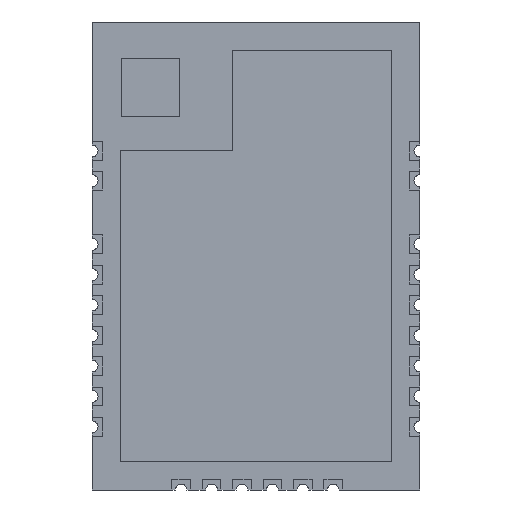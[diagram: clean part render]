
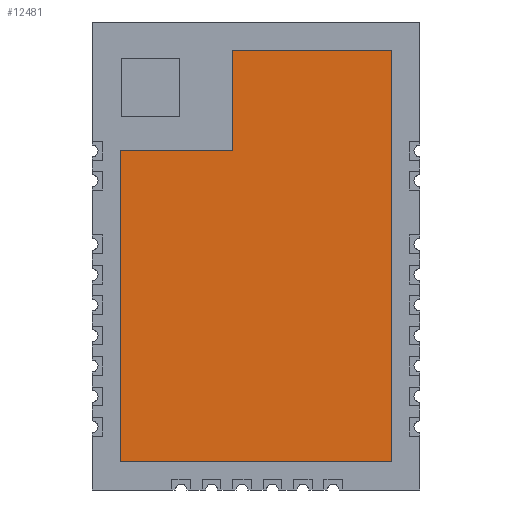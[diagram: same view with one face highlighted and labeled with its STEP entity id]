
A CAD part, front view. The second image highlights one B-rep face of the part: STEP entity #12481.
In plain terms, the highlighted planar face has unit normal (0, -1, 0).
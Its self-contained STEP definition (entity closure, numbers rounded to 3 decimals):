
#472 = DIRECTION ( 'NONE',  ( 0., 0., -1. ) ) ;
#776 = VERTEX_POINT ( 'NONE', #6317 ) ;
#825 = CARTESIAN_POINT ( 'NONE',  ( 5.8, -1.5, -8.8 ) ) ;
#922 = LINE ( 'NONE', #825, #23185 ) ;
#1210 = DIRECTION ( 'NONE',  ( 0., 0., -1. ) ) ;
#1699 = ORIENTED_EDGE ( 'NONE', *, *, #16539, .T. ) ;
#1755 = CARTESIAN_POINT ( 'NONE',  ( 5.8, -1.5, 8.8 ) ) ;
#1905 = CARTESIAN_POINT ( 'NONE',  ( -5.8, -1.5, -8.8 ) ) ;
#1950 = CARTESIAN_POINT ( 'NONE',  ( -5.8, -1.5, -8.8 ) ) ;
#1981 = AXIS2_PLACEMENT_3D ( 'NONE', #10591, #6857, #16154 ) ;
#3579 = DIRECTION ( 'NONE',  ( -1., 0., 0. ) ) ;
#3882 = LINE ( 'NONE', #22482, #6132 ) ;
#4688 = VERTEX_POINT ( 'NONE', #1950 ) ;
#5185 = CARTESIAN_POINT ( 'NONE',  ( 5.8, -1.5, -8.8 ) ) ;
#5188 = PLANE ( 'NONE',  #1981 ) ;
#5191 = ORIENTED_EDGE ( 'NONE', *, *, #16163, .T. ) ;
#5469 = VECTOR ( 'NONE', #3579, 1000. ) ;
#6132 = VECTOR ( 'NONE', #472, 1000. ) ;
#6317 = CARTESIAN_POINT ( 'NONE',  ( 5.8, -1.5, 8.8 ) ) ;
#6453 = VERTEX_POINT ( 'NONE', #10378 ) ;
#6606 = EDGE_CURVE ( 'NONE', #4688, #16227, #11068, .T. ) ;
#6636 = EDGE_CURVE ( 'NONE', #14440, #21158, #17463, .T. ) ;
#6857 = DIRECTION ( 'NONE',  ( 0., -1., 0. ) ) ;
#7782 = CARTESIAN_POINT ( 'NONE',  ( -1., -1.5, 4.5 ) ) ;
#7886 = VECTOR ( 'NONE', #9606, 1000. ) ;
#8139 = EDGE_CURVE ( 'NONE', #6453, #14440, #19433, .T. ) ;
#8148 = DIRECTION ( 'NONE',  ( 0., 0., 1. ) ) ;
#9246 = DIRECTION ( 'NONE',  ( 1., 0., 0. ) ) ;
#9606 = DIRECTION ( 'NONE',  ( -1., 0., 0. ) ) ;
#10378 = CARTESIAN_POINT ( 'NONE',  ( -1., -1.5, 8.8 ) ) ;
#10591 = CARTESIAN_POINT ( 'NONE',  ( 0., -1.5, 0. ) ) ;
#11068 = LINE ( 'NONE', #1905, #22976 ) ;
#11966 = CARTESIAN_POINT ( 'NONE',  ( -1., -1.5, 8.8 ) ) ;
#12346 = ORIENTED_EDGE ( 'NONE', *, *, #6606, .T. ) ;
#12481 = ADVANCED_FACE ( 'NONE', ( #12872 ), #5188, .T. ) ;
#12764 = ORIENTED_EDGE ( 'NONE', *, *, #6636, .T. ) ;
#12872 = FACE_OUTER_BOUND ( 'NONE', #20734, .T. ) ;
#14147 = VECTOR ( 'NONE', #1210, 1000. ) ;
#14440 = VERTEX_POINT ( 'NONE', #16692 ) ;
#16154 = DIRECTION ( 'NONE',  ( 0., 0., -1. ) ) ;
#16163 = EDGE_CURVE ( 'NONE', #16227, #776, #922, .T. ) ;
#16227 = VERTEX_POINT ( 'NONE', #5185 ) ;
#16539 = EDGE_CURVE ( 'NONE', #776, #6453, #21694, .T. ) ;
#16692 = CARTESIAN_POINT ( 'NONE',  ( -1., -1.5, 4.5 ) ) ;
#17063 = CARTESIAN_POINT ( 'NONE',  ( -5.8, -1.5, 4.5 ) ) ;
#17463 = LINE ( 'NONE', #7782, #7886 ) ;
#19433 = LINE ( 'NONE', #11966, #14147 ) ;
#20734 = EDGE_LOOP ( 'NONE', ( #12764, #22946, #12346, #5191, #1699, #21851 ) ) ;
#21158 = VERTEX_POINT ( 'NONE', #17063 ) ;
#21694 = LINE ( 'NONE', #1755, #5469 ) ;
#21851 = ORIENTED_EDGE ( 'NONE', *, *, #8139, .T. ) ;
#22209 = EDGE_CURVE ( 'NONE', #21158, #4688, #3882, .T. ) ;
#22482 = CARTESIAN_POINT ( 'NONE',  ( -5.8, -1.5, 4.5 ) ) ;
#22946 = ORIENTED_EDGE ( 'NONE', *, *, #22209, .T. ) ;
#22976 = VECTOR ( 'NONE', #9246, 1000. ) ;
#23185 = VECTOR ( 'NONE', #8148, 1000. ) ;
